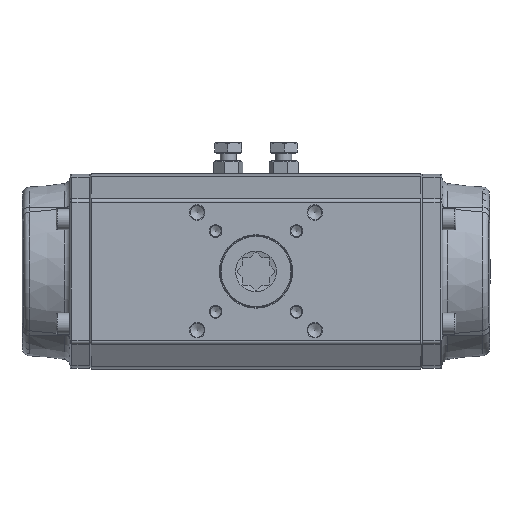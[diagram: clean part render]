
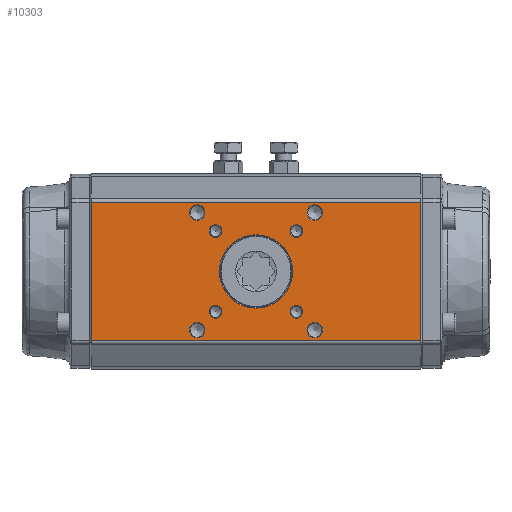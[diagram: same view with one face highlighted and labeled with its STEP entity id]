
A CAD part, front view. The second image highlights one B-rep face of the part: STEP entity #10303.
In plain terms, the highlighted planar face has unit normal (0, -1, 0).
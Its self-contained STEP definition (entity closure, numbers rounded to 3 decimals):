
#493=PLANE('',#11801);
#1281=CIRCLE('',#11695,4.75);
#1283=CIRCLE('',#11698,3.9);
#1285=CIRCLE('',#11701,4.75);
#1287=CIRCLE('',#11704,3.9);
#1289=CIRCLE('',#11707,3.9);
#1291=CIRCLE('',#11710,4.75);
#1293=CIRCLE('',#11713,3.9);
#1295=CIRCLE('',#11716,4.75);
#1297=CIRCLE('',#11719,22.5);
#3772=ORIENTED_EDGE('',*,*,#5436,.T.);
#3773=ORIENTED_EDGE('',*,*,#5437,.T.);
#3774=ORIENTED_EDGE('',*,*,#5438,.T.);
#3775=ORIENTED_EDGE('',*,*,#5439,.T.);
#3776=ORIENTED_EDGE('',*,*,#5339,.T.);
#3777=ORIENTED_EDGE('',*,*,#5323,.T.);
#3778=ORIENTED_EDGE('',*,*,#5325,.T.);
#3779=ORIENTED_EDGE('',*,*,#5327,.T.);
#3780=ORIENTED_EDGE('',*,*,#5329,.T.);
#3781=ORIENTED_EDGE('',*,*,#5331,.T.);
#3782=ORIENTED_EDGE('',*,*,#5333,.T.);
#3783=ORIENTED_EDGE('',*,*,#5335,.T.);
#3784=ORIENTED_EDGE('',*,*,#5337,.T.);
#5323=EDGE_CURVE('',#6488,#6488,#1281,.T.);
#5325=EDGE_CURVE('',#6490,#6490,#1283,.T.);
#5327=EDGE_CURVE('',#6492,#6492,#1285,.T.);
#5329=EDGE_CURVE('',#6494,#6494,#1287,.T.);
#5331=EDGE_CURVE('',#6496,#6496,#1289,.T.);
#5333=EDGE_CURVE('',#6498,#6498,#1291,.T.);
#5335=EDGE_CURVE('',#6500,#6500,#1293,.T.);
#5337=EDGE_CURVE('',#6502,#6502,#1295,.T.);
#5339=EDGE_CURVE('',#6504,#6504,#1297,.T.);
#5436=EDGE_CURVE('',#6607,#6608,#7277,.T.);
#5437=EDGE_CURVE('',#6608,#6609,#7278,.T.);
#5438=EDGE_CURVE('',#6609,#6610,#7279,.T.);
#5439=EDGE_CURVE('',#6610,#6607,#7280,.T.);
#6488=VERTEX_POINT('',#19248);
#6490=VERTEX_POINT('',#19253);
#6492=VERTEX_POINT('',#19258);
#6494=VERTEX_POINT('',#19263);
#6496=VERTEX_POINT('',#19268);
#6498=VERTEX_POINT('',#19273);
#6500=VERTEX_POINT('',#19278);
#6502=VERTEX_POINT('',#19283);
#6504=VERTEX_POINT('',#19288);
#6607=VERTEX_POINT('',#19787);
#6608=VERTEX_POINT('',#19788);
#6609=VERTEX_POINT('',#19790);
#6610=VERTEX_POINT('',#19792);
#7277=LINE('',#19786,#7971);
#7278=LINE('',#19789,#7972);
#7279=LINE('',#19791,#7973);
#7280=LINE('',#19793,#7974);
#7971=VECTOR('',#14642,1000.);
#7972=VECTOR('',#14643,1000.);
#7973=VECTOR('',#14644,1000.);
#7974=VECTOR('',#14645,1000.);
#8775=EDGE_LOOP('',(#3772,#3773,#3774,#3775));
#8776=EDGE_LOOP('',(#3776));
#8777=EDGE_LOOP('',(#3777));
#8778=EDGE_LOOP('',(#3778));
#8779=EDGE_LOOP('',(#3779));
#8780=EDGE_LOOP('',(#3780));
#8781=EDGE_LOOP('',(#3781));
#8782=EDGE_LOOP('',(#3782));
#8783=EDGE_LOOP('',(#3783));
#8784=EDGE_LOOP('',(#3784));
#9569=FACE_BOUND('',#8775,.T.);
#9570=FACE_BOUND('',#8776,.T.);
#9571=FACE_BOUND('',#8777,.T.);
#9572=FACE_BOUND('',#8778,.T.);
#9573=FACE_BOUND('',#8779,.T.);
#9574=FACE_BOUND('',#8780,.T.);
#9575=FACE_BOUND('',#8781,.T.);
#9576=FACE_BOUND('',#8782,.T.);
#9577=FACE_BOUND('',#8783,.T.);
#9578=FACE_BOUND('',#8784,.T.);
#10303=ADVANCED_FACE('',(#9569,#9570,#9571,#9572,#9573,#9574,#9575,#9576,
#9577,#9578),#493,.F.);
#11695=AXIS2_PLACEMENT_3D('',#19247,#14383,#14384);
#11698=AXIS2_PLACEMENT_3D('',#19252,#14389,#14390);
#11701=AXIS2_PLACEMENT_3D('',#19257,#14395,#14396);
#11704=AXIS2_PLACEMENT_3D('',#19262,#14401,#14402);
#11707=AXIS2_PLACEMENT_3D('',#19267,#14407,#14408);
#11710=AXIS2_PLACEMENT_3D('',#19272,#14413,#14414);
#11713=AXIS2_PLACEMENT_3D('',#19277,#14419,#14420);
#11716=AXIS2_PLACEMENT_3D('',#19282,#14425,#14426);
#11719=AXIS2_PLACEMENT_3D('',#19287,#14431,#14432);
#11801=AXIS2_PLACEMENT_3D('',#19785,#14640,#14641);
#14383=DIRECTION('',(0.,1.,0.));
#14384=DIRECTION('',(0.,0.,1.));
#14389=DIRECTION('',(0.,1.,0.));
#14390=DIRECTION('',(0.,0.,1.));
#14395=DIRECTION('',(0.,1.,0.));
#14396=DIRECTION('',(0.,0.,1.));
#14401=DIRECTION('',(0.,1.,0.));
#14402=DIRECTION('',(0.,0.,1.));
#14407=DIRECTION('',(0.,1.,0.));
#14408=DIRECTION('',(0.,0.,1.));
#14413=DIRECTION('',(0.,1.,0.));
#14414=DIRECTION('',(0.,0.,1.));
#14419=DIRECTION('',(0.,1.,0.));
#14420=DIRECTION('',(0.,0.,1.));
#14425=DIRECTION('',(0.,1.,0.));
#14426=DIRECTION('',(0.,0.,1.));
#14431=DIRECTION('',(0.,1.,0.));
#14432=DIRECTION('',(0.,0.,1.));
#14640=DIRECTION('',(0.,1.,0.));
#14641=DIRECTION('',(0.,0.,1.));
#14642=DIRECTION('',(-1.,0.,0.));
#14643=DIRECTION('',(0.,0.,-1.));
#14644=DIRECTION('',(1.,0.,0.));
#14645=DIRECTION('',(0.,0.,1.));
#19247=CARTESIAN_POINT('',(47.191,100.081,205.032));
#19248=CARTESIAN_POINT('',(47.191,100.081,209.782));
#19252=CARTESIAN_POINT('',(35.877,100.081,216.346));
#19253=CARTESIAN_POINT('',(35.877,100.081,220.246));
#19257=CARTESIAN_POINT('',(-24.934,100.081,205.032));
#19258=CARTESIAN_POINT('',(-24.934,100.081,209.782));
#19262=CARTESIAN_POINT('',(-13.62,100.081,216.346));
#19263=CARTESIAN_POINT('',(-13.62,100.081,220.246));
#19267=CARTESIAN_POINT('',(-13.62,100.081,265.843));
#19268=CARTESIAN_POINT('',(-13.62,100.081,269.743));
#19272=CARTESIAN_POINT('',(-24.934,100.081,277.157));
#19273=CARTESIAN_POINT('',(-24.934,100.081,281.907));
#19277=CARTESIAN_POINT('',(35.877,100.081,265.843));
#19278=CARTESIAN_POINT('',(35.877,100.081,269.743));
#19282=CARTESIAN_POINT('',(47.191,100.081,277.157));
#19283=CARTESIAN_POINT('',(47.191,100.081,281.907));
#19287=CARTESIAN_POINT('',(11.129,100.081,241.094));
#19288=CARTESIAN_POINT('',(11.129,100.081,263.594));
#19785=CARTESIAN_POINT('',(113.129,100.081,299.094));
#19786=CARTESIAN_POINT('',(113.129,100.081,283.655));
#19787=CARTESIAN_POINT('',(112.129,100.081,283.655));
#19788=CARTESIAN_POINT('',(-89.871,100.081,283.655));
#19789=CARTESIAN_POINT('',(-89.871,100.081,299.094));
#19790=CARTESIAN_POINT('',(-89.871,100.081,198.534));
#19791=CARTESIAN_POINT('',(113.129,100.081,198.534));
#19792=CARTESIAN_POINT('',(112.129,100.081,198.534));
#19793=CARTESIAN_POINT('',(112.129,100.081,283.655));
